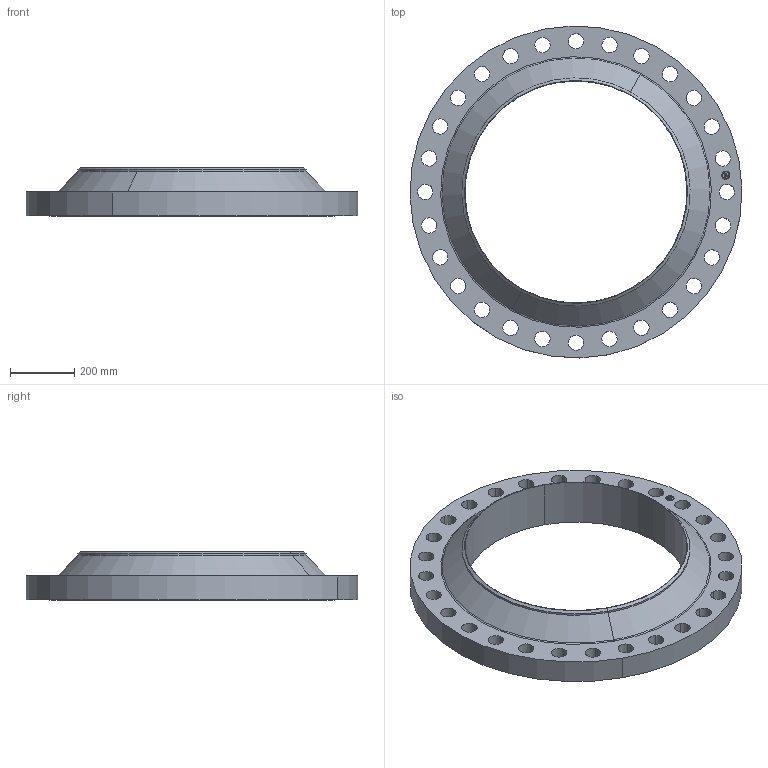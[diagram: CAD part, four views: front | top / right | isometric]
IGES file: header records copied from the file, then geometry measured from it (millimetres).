
Start section: START RECORD GO HERE.
Global section: file name: 28-250-RF-WN-STD-B16.1-FLANGE.igs; native system: DASSAULT SYSTEMES CATIA V5 R20 - www.3ds.com; preprocessor: CATIA Version 5 Release 20 SP 6 ; author: SteveR; organization: Roe7; date: 20130911.003100; units: millimetre
Bounding box: 1034.76 x 1034.76 x 152.46 mm (x, y, z)
Surface area: 1804904.8 mm2 (no closed solid volume)
Topology: 0 solids, 0 shells, 459 faces, 2616 edges, 2616 vertices
Faces by surface type: plane 369, revolution 90
